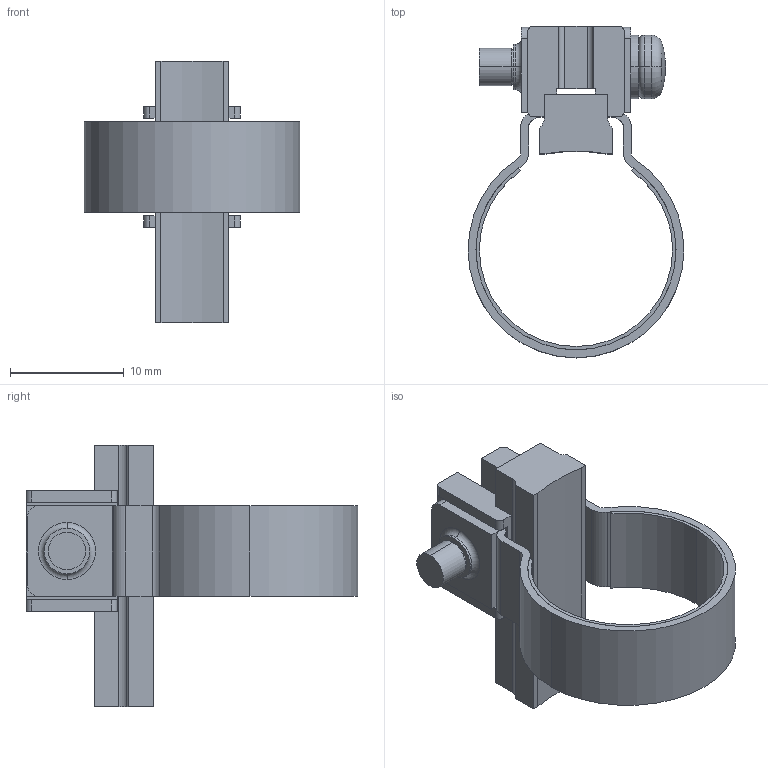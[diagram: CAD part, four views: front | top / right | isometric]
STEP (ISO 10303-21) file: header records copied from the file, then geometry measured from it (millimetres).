
FILE_DESCRIPTION (( 'STEP AP214' ), '1' );
FILE_NAME ('BJ6-016.STEP', '2017-04-26T06:31:53', ( 'SONIC' ), ( 'UNITCOM PC' ), 'SwSTEP 2.0', 'SolidWorks 2015', '' );
FILE_SCHEMA (( 'AUTOMOTIVE_DESIGN' ));
Length unit declared in the file: millimetre
Products named in the file (1): BJ6-016
Bounding box: 18.99 x 29.2 x 23 mm (x, y, z)
Volume: 1388.8 mm3; surface area: 3116.9 mm2
Topology: 2 solids, 2 shells, 140 faces, 392 edges, 257 vertices
Faces by surface type: plane 73, cylinder 55, torus 10, cone 2
Entity records: 4569 total; most frequent: DIRECTION 808, CARTESIAN_POINT 788, ORIENTED_EDGE 780, EDGE_CURVE 390, AXIS2_PLACEMENT_3D 277, VERTEX_POINT 257, VECTOR 254, LINE 254
